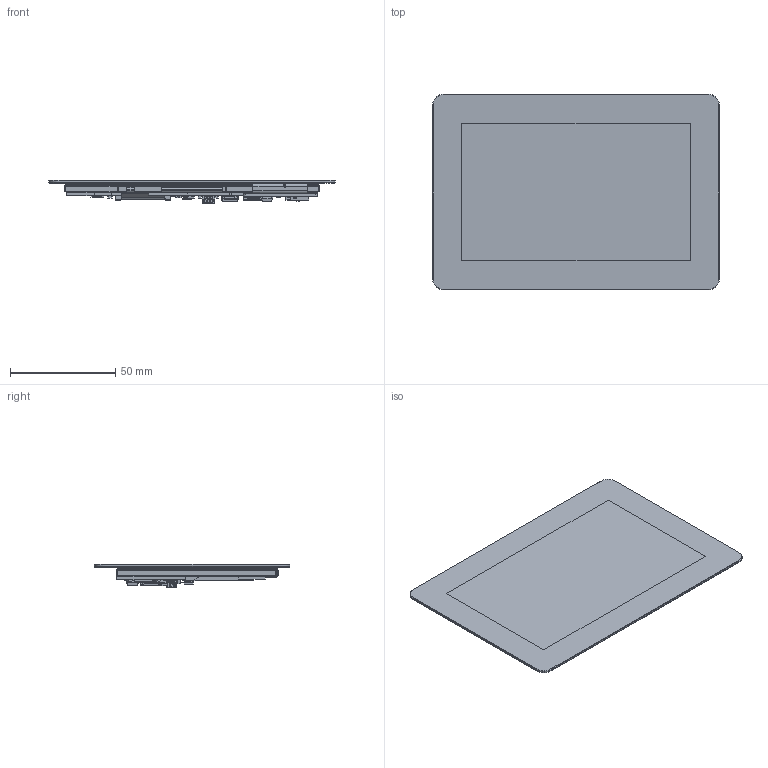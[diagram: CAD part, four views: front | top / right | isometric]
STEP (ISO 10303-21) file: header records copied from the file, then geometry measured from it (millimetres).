
FILE_DESCRIPTION(/* description */ (''),/* implementation_level */ '2;1');
FILE_NAME(/* name */ '3D_RVT50HQBNWC00_Rev.1.3.stp',/* time_stamp */ '2022-08-18T15:52:11+02:00',/* author */ ('Mateusz Natywa'),/* organization */ (''),/* preprocessor_version */ 'ST-DEVELOPER v17',/* originating_system */ 'Autodesk Inventor 2019',/* authorisation */ '');
FILE_SCHEMA (('AUTOMOTIVE_DESIGN { 1 0 10303 214 3 1 1 }'));
Products named in the file (16): RVT50HQBNWC00_Rev.1.0; TFT; DISP; FPC; Assembly1; CG; SCA; SENSOR; FPC_1; DST; DST_2; EVE4_board; EVE4_board_1; DST_1; CF25101D0R0-05-NH; GROUNDING_TAPE
Assembly tree (15 placements, depth 3):
  RVT50HQBNWC00_Rev.1.0
    TFT
      DISP
      FPC
    Assembly1
      CG
      SCA
      SENSOR
      FPC_1
      DST
      DST_2
    EVE4_board
      EVE4_board_1
      DST_1
      CF25101D0R0-05-NH
    GROUNDING_TAPE
Bounding box: 136 x 92.8 x 10.97 mm (x, y, z)
Volume: 57349 mm3; surface area: 116203.7 mm2
Topology: 459 solids, 1092 shells, 10161 faces, 26939 edges, 17776 vertices
Faces by surface type: plane 7501, cylinder 1868, sphere 466, bspline 305, cone 12, torus 9
Full cylindrical faces by diameter (mm): 0.138 x2, 0.5 x2, 0.6 x2, 0.762 x1, 0.991 x3, 1.012 x1, 1.125 x1, 2 x2
Entity records: 320444 total; most frequent: CARTESIAN_POINT 67631, ORIENTED_EDGE 49727, DIRECTION 49463, EDGE_CURVE 26455, LINE 21797, VECTOR 21797, VERTEX_POINT 17746, AXIS2_PLACEMENT_3D 13833
